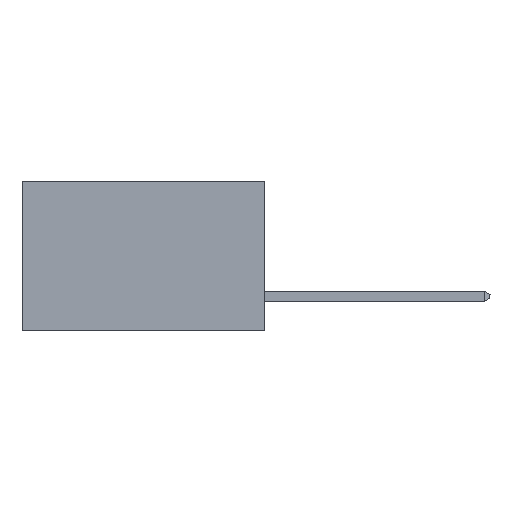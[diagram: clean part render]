
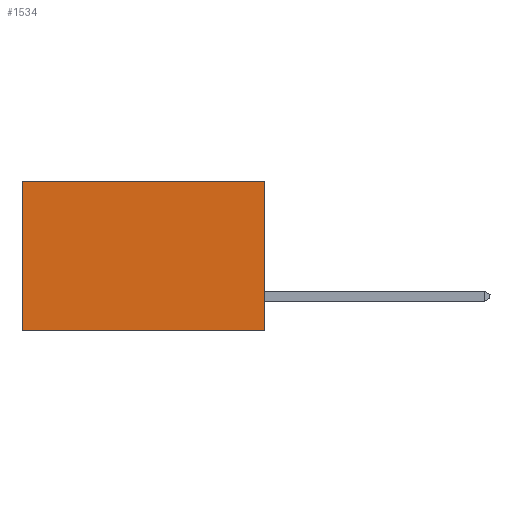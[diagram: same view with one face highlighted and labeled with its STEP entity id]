
A CAD part, left-side view. The second image highlights one B-rep face of the part: STEP entity #1534.
In plain terms, the highlighted planar face has unit normal (-1, 0, 0).
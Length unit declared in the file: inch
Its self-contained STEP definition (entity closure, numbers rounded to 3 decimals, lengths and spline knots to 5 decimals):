
#1173 = VERTEX_POINT ( 'NONE', #27492 ) ;
#1534 = ADVANCED_FACE ( 'NONE', ( #9251 ), #24314, .F. ) ;
#3301 = ORIENTED_EDGE ( 'NONE', *, *, #4211, .F. ) ;
#3355 = ORIENTED_EDGE ( 'NONE', *, *, #13486, .T. ) ;
#3405 = ORIENTED_EDGE ( 'NONE', *, *, #24602, .F. ) ;
#3916 = EDGE_CURVE ( 'NONE', #13985, #1173, #13584, .T. ) ;
#4058 = CARTESIAN_POINT ( 'NONE',  ( 0.298, 0.6, 0. ) ) ;
#4211 = EDGE_CURVE ( 'NONE', #10811, #1173, #25633, .T. ) ;
#5242 = CARTESIAN_POINT ( 'NONE',  ( 0.298, 0., -0.37 ) ) ;
#5929 = DIRECTION ( 'NONE',  ( 0., 0., -1. ) ) ;
#6054 = DIRECTION ( 'NONE',  ( 0., 1., 0. ) ) ;
#7763 = VECTOR ( 'NONE', #20651, 39.37008 ) ;
#8098 = VECTOR ( 'NONE', #5929, 39.37008 ) ;
#9084 = EDGE_LOOP ( 'NONE', ( #15558, #3301, #3405, #3355 ) ) ;
#9251 = FACE_OUTER_BOUND ( 'NONE', #9084, .T. ) ;
#10811 = VERTEX_POINT ( 'NONE', #5242 ) ;
#11067 = CARTESIAN_POINT ( 'NONE',  ( 0.298, 0., 0. ) ) ;
#11266 = DIRECTION ( 'NONE',  ( 0., 0., -1. ) ) ;
#11362 = CARTESIAN_POINT ( 'NONE',  ( 0.298, 0., -0.37 ) ) ;
#12558 = CARTESIAN_POINT ( 'NONE',  ( 0.298, 0., 0. ) ) ;
#13486 = EDGE_CURVE ( 'NONE', #21080, #13985, #27359, .T. ) ;
#13584 = LINE ( 'NONE', #14717, #8098 ) ;
#13985 = VERTEX_POINT ( 'NONE', #4058 ) ;
#14717 = CARTESIAN_POINT ( 'NONE',  ( 0.298, 0.6, 0. ) ) ;
#15558 = ORIENTED_EDGE ( 'NONE', *, *, #3916, .T. ) ;
#15656 = VECTOR ( 'NONE', #6054, 39.37008 ) ;
#18241 = VECTOR ( 'NONE', #21345, 39.37008 ) ;
#19156 = CARTESIAN_POINT ( 'NONE',  ( 0.298, 0., 0. ) ) ;
#20651 = DIRECTION ( 'NONE',  ( 0., 1., 0. ) ) ;
#21080 = VERTEX_POINT ( 'NONE', #22496 ) ;
#21345 = DIRECTION ( 'NONE',  ( 0., 0., -1. ) ) ;
#22496 = CARTESIAN_POINT ( 'NONE',  ( 0.298, 0., 0. ) ) ;
#24314 = PLANE ( 'NONE',  #26719 ) ;
#24602 = EDGE_CURVE ( 'NONE', #21080, #10811, #25125, .T. ) ;
#25125 = LINE ( 'NONE', #12558, #18241 ) ;
#25633 = LINE ( 'NONE', #11362, #7763 ) ;
#26665 = DIRECTION ( 'NONE',  ( 1., 0., 0. ) ) ;
#26719 = AXIS2_PLACEMENT_3D ( 'NONE', #11067, #26665, #11266 ) ;
#27359 = LINE ( 'NONE', #19156, #15656 ) ;
#27492 = CARTESIAN_POINT ( 'NONE',  ( 0.298, 0.6, -0.37 ) ) ;
